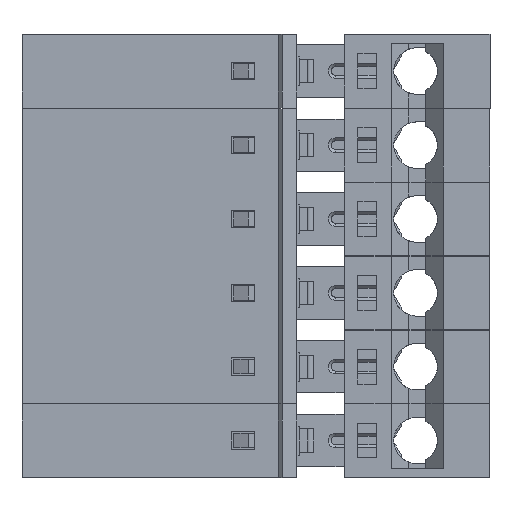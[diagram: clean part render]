
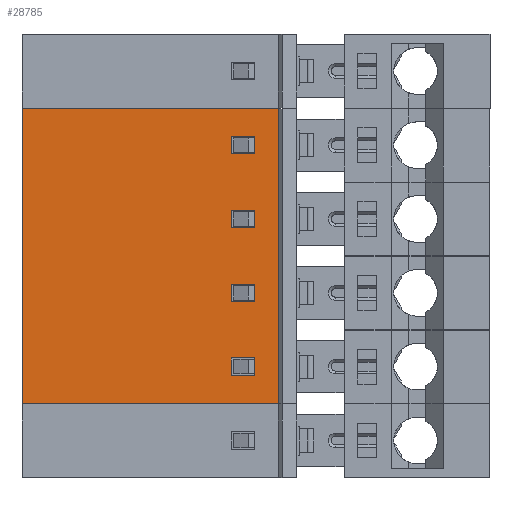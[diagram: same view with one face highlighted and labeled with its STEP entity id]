
A CAD part, left-side view. The second image highlights one B-rep face of the part: STEP entity #28785.
In plain terms, the highlighted planar face has unit normal (-1, 0, 0).
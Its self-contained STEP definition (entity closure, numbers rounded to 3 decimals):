
#657=ORIENTED_EDGE('',*,*,#9312,.T.);
#658=ORIENTED_EDGE('',*,*,#9277,.T.);
#659=ORIENTED_EDGE('',*,*,#9278,.F.);
#660=ORIENTED_EDGE('',*,*,#9313,.F.);
#661=ORIENTED_EDGE('',*,*,#9314,.T.);
#662=ORIENTED_EDGE('',*,*,#9315,.T.);
#663=ORIENTED_EDGE('',*,*,#9316,.T.);
#664=ORIENTED_EDGE('',*,*,#9317,.T.);
#665=ORIENTED_EDGE('',*,*,#9318,.T.);
#666=ORIENTED_EDGE('',*,*,#9319,.T.);
#667=ORIENTED_EDGE('',*,*,#9320,.T.);
#668=ORIENTED_EDGE('',*,*,#9321,.T.);
#669=ORIENTED_EDGE('',*,*,#9322,.T.);
#670=ORIENTED_EDGE('',*,*,#9323,.T.);
#671=ORIENTED_EDGE('',*,*,#9324,.T.);
#672=ORIENTED_EDGE('',*,*,#9325,.T.);
#673=ORIENTED_EDGE('',*,*,#9326,.T.);
#674=ORIENTED_EDGE('',*,*,#9327,.T.);
#675=ORIENTED_EDGE('',*,*,#9328,.T.);
#676=ORIENTED_EDGE('',*,*,#9329,.T.);
#9277=EDGE_CURVE('',#13605,#13613,#16418,.T.);
#9278=EDGE_CURVE('',#13614,#13613,#16419,.T.);
#9312=EDGE_CURVE('',#13639,#13605,#16453,.T.);
#9313=EDGE_CURVE('',#13639,#13614,#16454,.T.);
#9314=EDGE_CURVE('',#13640,#13641,#16455,.T.);
#9315=EDGE_CURVE('',#13641,#13642,#16456,.T.);
#9316=EDGE_CURVE('',#13642,#13643,#16457,.T.);
#9317=EDGE_CURVE('',#13643,#13640,#16458,.T.);
#9318=EDGE_CURVE('',#13644,#13645,#16459,.T.);
#9319=EDGE_CURVE('',#13645,#13646,#16460,.T.);
#9320=EDGE_CURVE('',#13646,#13647,#16461,.T.);
#9321=EDGE_CURVE('',#13647,#13644,#16462,.T.);
#9322=EDGE_CURVE('',#13648,#13649,#16463,.T.);
#9323=EDGE_CURVE('',#13649,#13650,#16464,.T.);
#9324=EDGE_CURVE('',#13650,#13651,#16465,.T.);
#9325=EDGE_CURVE('',#13651,#13648,#16466,.T.);
#9326=EDGE_CURVE('',#13652,#13653,#16467,.T.);
#9327=EDGE_CURVE('',#13653,#13654,#16468,.T.);
#9328=EDGE_CURVE('',#13654,#13655,#16469,.T.);
#9329=EDGE_CURVE('',#13655,#13652,#16470,.T.);
#13605=VERTEX_POINT('',#39866);
#13613=VERTEX_POINT('',#39883);
#13614=VERTEX_POINT('',#39887);
#13639=VERTEX_POINT('',#39955);
#13640=VERTEX_POINT('',#39958);
#13641=VERTEX_POINT('',#39959);
#13642=VERTEX_POINT('',#39961);
#13643=VERTEX_POINT('',#39963);
#13644=VERTEX_POINT('',#39966);
#13645=VERTEX_POINT('',#39967);
#13646=VERTEX_POINT('',#39969);
#13647=VERTEX_POINT('',#39971);
#13648=VERTEX_POINT('',#39974);
#13649=VERTEX_POINT('',#39975);
#13650=VERTEX_POINT('',#39977);
#13651=VERTEX_POINT('',#39979);
#13652=VERTEX_POINT('',#39982);
#13653=VERTEX_POINT('',#39983);
#13654=VERTEX_POINT('',#39985);
#13655=VERTEX_POINT('',#39987);
#16418=LINE('',#39884,#20432);
#16419=LINE('',#39886,#20433);
#16453=LINE('',#39954,#20467);
#16454=LINE('',#39956,#20468);
#16455=LINE('',#39957,#20469);
#16456=LINE('',#39960,#20470);
#16457=LINE('',#39962,#20471);
#16458=LINE('',#39964,#20472);
#16459=LINE('',#39965,#20473);
#16460=LINE('',#39968,#20474);
#16461=LINE('',#39970,#20475);
#16462=LINE('',#39972,#20476);
#16463=LINE('',#39973,#20477);
#16464=LINE('',#39976,#20478);
#16465=LINE('',#39978,#20479);
#16466=LINE('',#39980,#20480);
#16467=LINE('',#39981,#20481);
#16468=LINE('',#39984,#20482);
#16469=LINE('',#39986,#20483);
#16470=LINE('',#39988,#20484);
#20432=VECTOR('',#32182,1000.);
#20433=VECTOR('',#32185,1000.);
#20467=VECTOR('',#32237,1000.);
#20468=VECTOR('',#32238,1000.);
#20469=VECTOR('',#32239,1000.);
#20470=VECTOR('',#32240,1000.);
#20471=VECTOR('',#32241,1000.);
#20472=VECTOR('',#32242,1000.);
#20473=VECTOR('',#32243,1000.);
#20474=VECTOR('',#32244,1000.);
#20475=VECTOR('',#32245,1000.);
#20476=VECTOR('',#32246,1000.);
#20477=VECTOR('',#32247,1000.);
#20478=VECTOR('',#32248,1000.);
#20479=VECTOR('',#32249,1000.);
#20480=VECTOR('',#32250,1000.);
#20481=VECTOR('',#32251,1000.);
#20482=VECTOR('',#32252,1000.);
#20483=VECTOR('',#32253,1000.);
#20484=VECTOR('',#32254,1000.);
#24345=EDGE_LOOP('',(#657,#658,#659,#660));
#24346=EDGE_LOOP('',(#661,#662,#663,#664));
#24347=EDGE_LOOP('',(#665,#666,#667,#668));
#24348=EDGE_LOOP('',(#669,#670,#671,#672));
#24349=EDGE_LOOP('',(#673,#674,#675,#676));
#25900=FACE_BOUND('',#24345,.T.);
#25901=FACE_BOUND('',#24346,.T.);
#25902=FACE_BOUND('',#24347,.T.);
#25903=FACE_BOUND('',#24348,.T.);
#25904=FACE_BOUND('',#24349,.T.);
#27447=PLANE('',#30280);
#28785=ADVANCED_FACE('',(#25900,#25901,#25902,#25903,#25904),#27447,.F.);
#30280=AXIS2_PLACEMENT_3D('',#39953,#32235,#32236);
#32182=DIRECTION('',(0.,-1.,0.));
#32185=DIRECTION('',(0.,0.,-1.));
#32235=DIRECTION('',(1.,0.,0.));
#32236=DIRECTION('',(0.,1.,0.));
#32237=DIRECTION('',(0.,0.,-1.));
#32238=DIRECTION('',(0.,-1.,0.));
#32239=DIRECTION('',(0.,-1.,0.));
#32240=DIRECTION('',(0.,0.,-1.));
#32241=DIRECTION('',(0.,1.,0.));
#32242=DIRECTION('',(0.,0.,1.));
#32243=DIRECTION('',(0.,-1.,0.));
#32244=DIRECTION('',(0.,0.,-1.));
#32245=DIRECTION('',(0.,1.,0.));
#32246=DIRECTION('',(0.,0.,1.));
#32247=DIRECTION('',(0.,-1.,0.));
#32248=DIRECTION('',(0.,0.,-1.));
#32249=DIRECTION('',(0.,1.,0.));
#32250=DIRECTION('',(0.,0.,1.));
#32251=DIRECTION('',(0.,-1.,0.));
#32252=DIRECTION('',(0.,0.,-1.));
#32253=DIRECTION('',(0.,1.,0.));
#32254=DIRECTION('',(0.,0.,1.));
#39866=CARTESIAN_POINT('',(0.,0.,0.));
#39883=CARTESIAN_POINT('',(0.,-8.816,0.));
#39884=CARTESIAN_POINT('',(0.,0.,0.));
#39886=CARTESIAN_POINT('',(0.,-8.816,2.54));
#39887=CARTESIAN_POINT('',(0.,-8.816,10.16));
#39953=CARTESIAN_POINT('',(0.,-9.45,2.54));
#39954=CARTESIAN_POINT('',(0.,0.,2.54));
#39955=CARTESIAN_POINT('',(0.,0.,10.16));
#39956=CARTESIAN_POINT('',(0.,0.,10.16));
#39957=CARTESIAN_POINT('',(0.,-9.45,1.578));
#39958=CARTESIAN_POINT('',(0.,-7.2,1.578));
#39959=CARTESIAN_POINT('',(0.,-8.,1.578));
#39960=CARTESIAN_POINT('',(0.,-8.,2.54));
#39961=CARTESIAN_POINT('',(0.,-8.,0.978));
#39962=CARTESIAN_POINT('',(0.,-9.45,0.978));
#39963=CARTESIAN_POINT('',(0.,-7.2,0.978));
#39964=CARTESIAN_POINT('',(0.,-7.2,2.54));
#39965=CARTESIAN_POINT('',(0.,-9.45,4.118));
#39966=CARTESIAN_POINT('',(0.,-7.2,4.118));
#39967=CARTESIAN_POINT('',(0.,-8.,4.118));
#39968=CARTESIAN_POINT('',(0.,-8.,5.08));
#39969=CARTESIAN_POINT('',(0.,-8.,3.518));
#39970=CARTESIAN_POINT('',(0.,-9.45,3.518));
#39971=CARTESIAN_POINT('',(0.,-7.2,3.518));
#39972=CARTESIAN_POINT('',(0.,-7.2,5.08));
#39973=CARTESIAN_POINT('',(0.,-9.45,6.658));
#39974=CARTESIAN_POINT('',(0.,-7.2,6.658));
#39975=CARTESIAN_POINT('',(0.,-8.,6.658));
#39976=CARTESIAN_POINT('',(0.,-8.,7.62));
#39977=CARTESIAN_POINT('',(0.,-8.,6.058));
#39978=CARTESIAN_POINT('',(0.,-9.45,6.058));
#39979=CARTESIAN_POINT('',(0.,-7.2,6.058));
#39980=CARTESIAN_POINT('',(0.,-7.2,7.62));
#39981=CARTESIAN_POINT('',(0.,-9.45,9.198));
#39982=CARTESIAN_POINT('',(0.,-7.2,9.198));
#39983=CARTESIAN_POINT('',(0.,-8.,9.198));
#39984=CARTESIAN_POINT('',(0.,-8.,10.16));
#39985=CARTESIAN_POINT('',(0.,-8.,8.598));
#39986=CARTESIAN_POINT('',(0.,-9.45,8.598));
#39987=CARTESIAN_POINT('',(0.,-7.2,8.598));
#39988=CARTESIAN_POINT('',(0.,-7.2,10.16));
